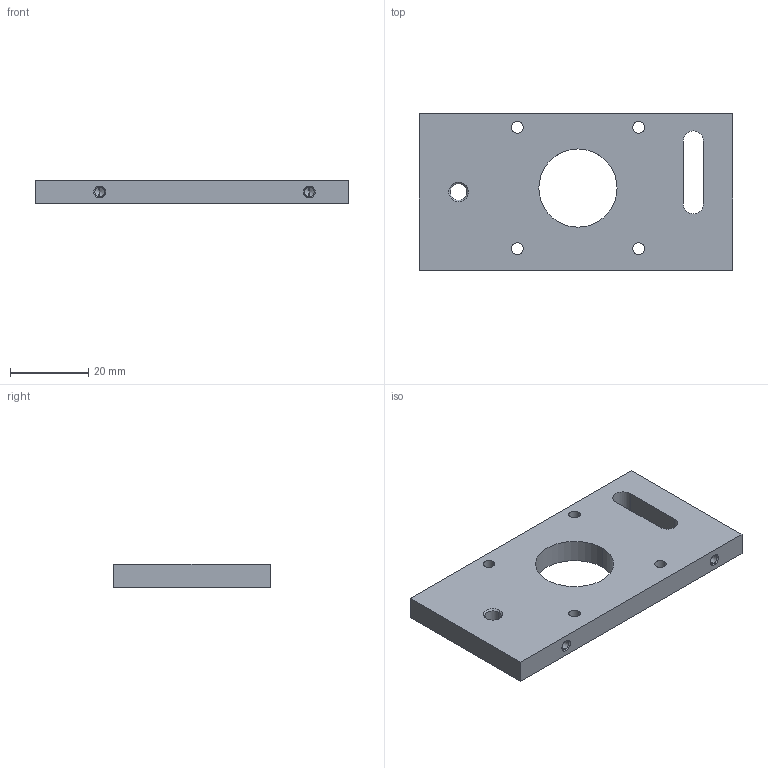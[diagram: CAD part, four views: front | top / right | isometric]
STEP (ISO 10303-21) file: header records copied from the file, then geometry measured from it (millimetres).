
FILE_DESCRIPTION (( 'STEP AP203' ), '1' );
FILE_NAME ('CO-0006.STEP', '2021-04-26T11:01:22', ( '' ), ( '' ), 'SwSTEP 2.0', 'SolidWorks 2016', '' );
FILE_SCHEMA (( 'CONFIG_CONTROL_DESIGN' ));
Length unit declared in the file: millimetre
Products named in the file (1): CO-0006
Bounding box: 80 x 40 x 6 mm (x, y, z)
Volume: 16323.3 mm3; surface area: 8060 mm2
Topology: 1 solids, 1 shells, 36 faces, 92 edges, 56 vertices
Faces by surface type: cylinder 18, cone 10, plane 8
Entity records: 1175 total; most frequent: DIRECTION 204, CARTESIAN_POINT 181, ORIENTED_EDGE 176, EDGE_CURVE 88, AXIS2_PLACEMENT_3D 79, VERTEX_POINT 56, EDGE_LOOP 52, LINE 46
